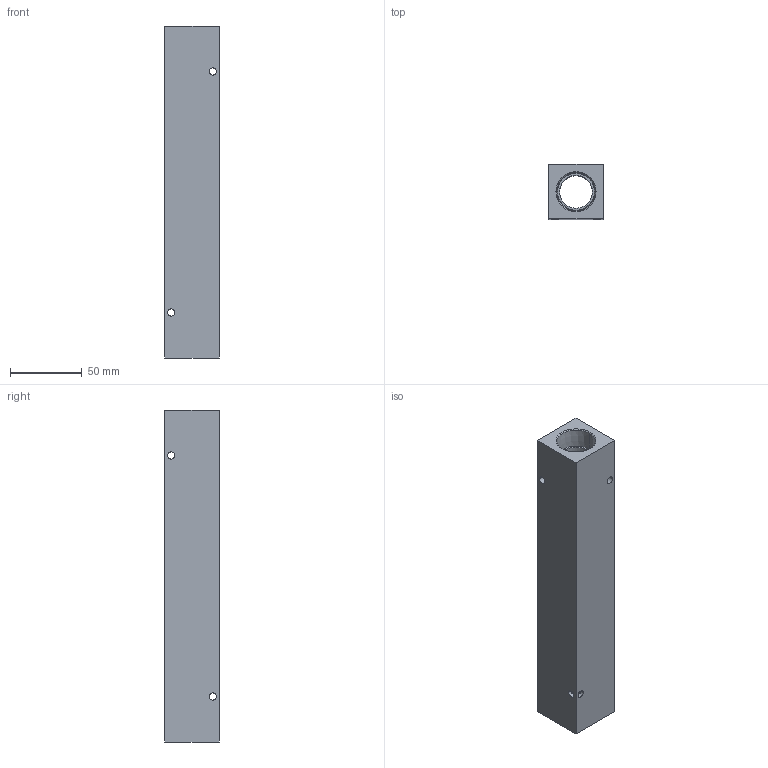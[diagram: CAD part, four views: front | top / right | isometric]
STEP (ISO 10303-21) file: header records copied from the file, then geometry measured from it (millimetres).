
FILE_DESCRIPTION (( 'STEP AP203' ), '1' );
FILE_NAME ('MRA-6FD.step', '2015-12-02T21:10:04', ( '' ), ( '' ), 'SwSTEP 2.0', 'SolidWorks 2015', '' );
FILE_SCHEMA (( 'CONFIG_CONTROL_DESIGN' ));
Length unit declared in the file: inch
Products named in the file (1): MRA-6FD
Bounding box: 38.1 x 38.1 x 231.78 mm (x, y, z)
Volume: 222208.8 mm3; surface area: 56452.6 mm2
Topology: 1 solids, 1 shells, 70 faces, 182 edges, 112 vertices
Faces by surface type: cone 32, plane 20, cylinder 18
Entity records: 2621 total; most frequent: CARTESIAN_POINT 821, ORIENTED_EDGE 364, DIRECTION 352, EDGE_CURVE 182, AXIS2_PLACEMENT_3D 139, VERTEX_POINT 112, EDGE_LOOP 94, VECTOR 74
